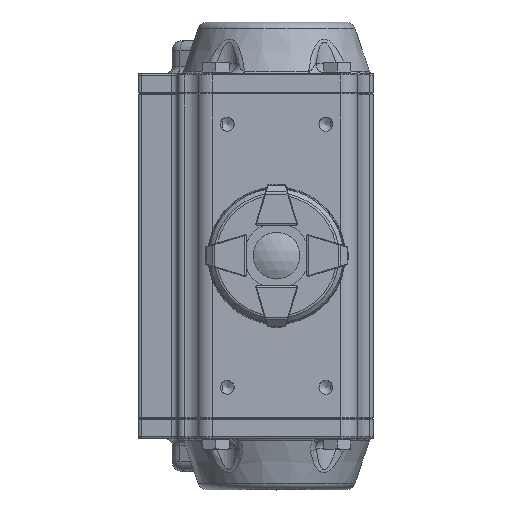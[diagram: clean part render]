
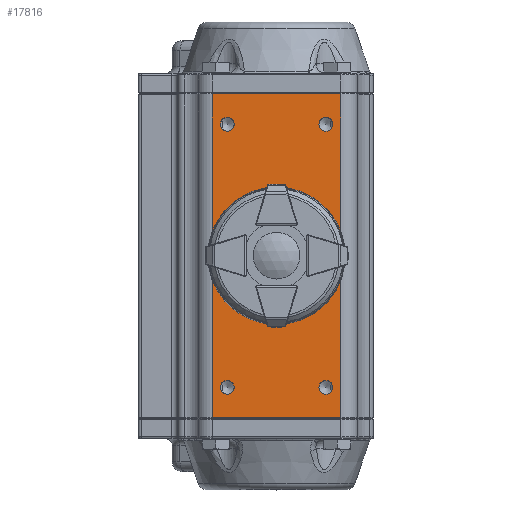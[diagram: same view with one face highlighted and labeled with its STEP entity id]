
A CAD part, top view. The second image highlights one B-rep face of the part: STEP entity #17816.
In plain terms, the highlighted face is planar.
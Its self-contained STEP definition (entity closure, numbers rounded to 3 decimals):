
#750=PLANE('',#19247);
#1516=CIRCLE('',#19001,11.75);
#1559=CIRCLE('',#19058,2.1);
#1561=CIRCLE('',#19062,2.1);
#1563=CIRCLE('',#19066,2.1);
#1565=CIRCLE('',#19070,2.1);
#4071=ORIENTED_EDGE('',*,*,#7936,.F.);
#4072=ORIENTED_EDGE('',*,*,#8006,.T.);
#4073=ORIENTED_EDGE('',*,*,#7938,.T.);
#4074=ORIENTED_EDGE('',*,*,#8007,.T.);
#4075=ORIENTED_EDGE('',*,*,#7732,.F.);
#4076=ORIENTED_EDGE('',*,*,#7720,.F.);
#4077=ORIENTED_EDGE('',*,*,#7724,.F.);
#4078=ORIENTED_EDGE('',*,*,#7728,.F.);
#4079=ORIENTED_EDGE('',*,*,#7640,.F.);
#7640=EDGE_CURVE('',#9827,#9827,#1516,.T.);
#7720=EDGE_CURVE('',#9906,#9906,#1559,.T.);
#7724=EDGE_CURVE('',#9910,#9910,#1561,.T.);
#7728=EDGE_CURVE('',#9914,#9914,#1563,.T.);
#7732=EDGE_CURVE('',#9918,#9918,#1565,.T.);
#7936=EDGE_CURVE('',#10052,#10053,#11391,.T.);
#7938=EDGE_CURVE('',#10054,#10055,#11392,.T.);
#8006=EDGE_CURVE('',#10052,#10054,#11452,.T.);
#8007=EDGE_CURVE('',#10055,#10053,#11453,.T.);
#9827=VERTEX_POINT('',#27400);
#9906=VERTEX_POINT('',#27794);
#9910=VERTEX_POINT('',#27814);
#9914=VERTEX_POINT('',#27834);
#9918=VERTEX_POINT('',#27854);
#10052=VERTEX_POINT('',#28421);
#10053=VERTEX_POINT('',#28423);
#10054=VERTEX_POINT('',#28427);
#10055=VERTEX_POINT('',#28428);
#11391=LINE('',#28422,#12549);
#11392=LINE('',#28426,#12550);
#11452=LINE('',#28564,#12610);
#11453=LINE('',#28565,#12611);
#12549=VECTOR('',#22250,1000.);
#12550=VECTOR('',#22255,1000.);
#12610=VECTOR('',#22383,1000.);
#12611=VECTOR('',#22384,1000.);
#13671=EDGE_LOOP('',(#4071,#4072,#4073,#4074));
#13672=EDGE_LOOP('',(#4075));
#13673=EDGE_LOOP('',(#4076));
#13674=EDGE_LOOP('',(#4077));
#13675=EDGE_LOOP('',(#4078));
#13676=EDGE_LOOP('',(#4079));
#14919=FACE_BOUND('',#13671,.T.);
#14920=FACE_BOUND('',#13672,.T.);
#14921=FACE_BOUND('',#13673,.T.);
#14922=FACE_BOUND('',#13674,.T.);
#14923=FACE_BOUND('',#13675,.T.);
#14924=FACE_BOUND('',#13676,.T.);
#17816=ADVANCED_FACE('',(#14919,#14920,#14921,#14922,#14923,#14924),#750,
 .T.);
#19001=AXIS2_PLACEMENT_3D('',#27399,#21712,#21713);
#19058=AXIS2_PLACEMENT_3D('',#27793,#21849,#21850);
#19062=AXIS2_PLACEMENT_3D('',#27813,#21857,#21858);
#19066=AXIS2_PLACEMENT_3D('',#27833,#21865,#21866);
#19070=AXIS2_PLACEMENT_3D('',#27853,#21873,#21874);
#19247=AXIS2_PLACEMENT_3D('',#28563,#22381,#22382);
#21712=DIRECTION('',(0.,1.,0.));
#21713=DIRECTION('',(0.,0.,1.));
#21849=DIRECTION('',(0.,1.,0.));
#21850=DIRECTION('',(0.,0.,1.));
#21857=DIRECTION('',(0.,1.,0.));
#21858=DIRECTION('',(0.,0.,1.));
#21865=DIRECTION('',(0.,1.,0.));
#21866=DIRECTION('',(0.,0.,1.));
#21873=DIRECTION('',(0.,1.,0.));
#21874=DIRECTION('',(0.,0.,1.));
#22250=DIRECTION('',(0.,0.,-1.));
#22255=DIRECTION('',(0.,0.,-1.));
#22381=DIRECTION('',(0.,1.,0.));
#22382=DIRECTION('',(1.,0.,0.));
#22383=DIRECTION('',(1.,0.,0.));
#22384=DIRECTION('',(-1.,0.,0.));
#27399=CARTESIAN_POINT('',(0.,36.5,0.));
#27400=CARTESIAN_POINT('',(0.,36.5,11.75));
#27793=CARTESIAN_POINT('',(15.,36.5,-40.));
#27794=CARTESIAN_POINT('',(15.,36.5,-37.9));
#27813=CARTESIAN_POINT('',(-15.,36.5,40.));
#27814=CARTESIAN_POINT('',(-15.,36.5,42.1));
#27833=CARTESIAN_POINT('',(15.,36.5,40.));
#27834=CARTESIAN_POINT('',(15.,36.5,42.1));
#27853=CARTESIAN_POINT('',(-15.,36.5,-40.));
#27854=CARTESIAN_POINT('',(-15.,36.5,-37.9));
#28421=CARTESIAN_POINT('',(-19.5,36.5,49.2));
#28422=CARTESIAN_POINT('',(-19.5,36.5,49.5));
#28423=CARTESIAN_POINT('',(-19.5,36.5,-49.2));
#28426=CARTESIAN_POINT('',(19.5,36.5,49.5));
#28427=CARTESIAN_POINT('',(19.5,36.5,49.2));
#28428=CARTESIAN_POINT('',(19.5,36.5,-49.2));
#28563=CARTESIAN_POINT('',(-19.5,36.5,49.5));
#28564=CARTESIAN_POINT('',(-19.5,36.5,49.2));
#28565=CARTESIAN_POINT('',(-19.5,36.5,-49.2));
